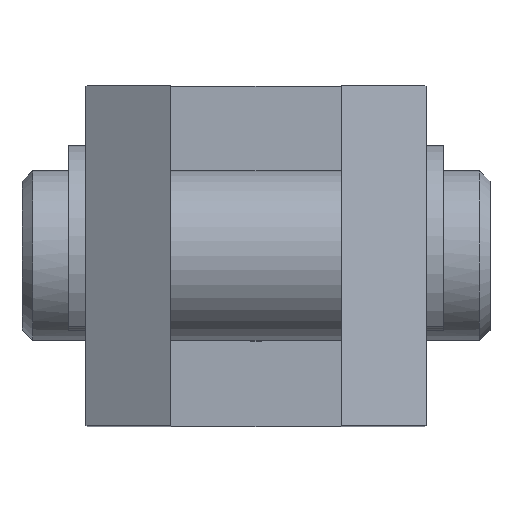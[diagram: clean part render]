
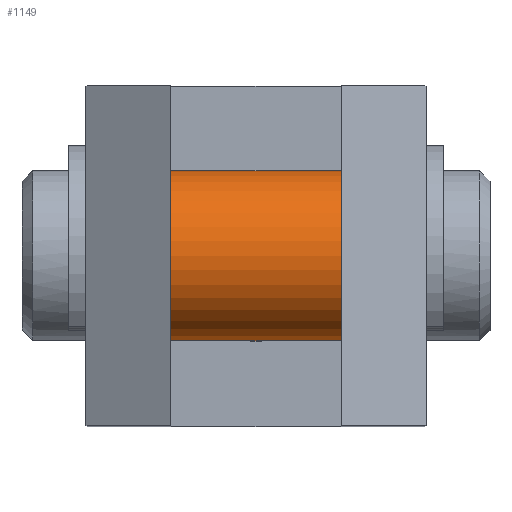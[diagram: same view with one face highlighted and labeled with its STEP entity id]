
A CAD part, top view. The second image highlights one B-rep face of the part: STEP entity #1149.
In plain terms, the highlighted cylindrical face has radius 6 mm (diameter 12 mm), a full revolution.
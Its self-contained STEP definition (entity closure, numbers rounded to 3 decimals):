
#43=CYLINDRICAL_SURFACE('',#1274,6.);
#387=ORIENTED_EDGE('',*,*,#648,.F.);
#388=ORIENTED_EDGE('',*,*,#652,.F.);
#648=EDGE_CURVE('',#794,#794,#866,.F.);
#652=EDGE_CURVE('',#795,#795,#868,.F.);
#794=VERTEX_POINT('',#1871);
#795=VERTEX_POINT('',#1878);
#866=CIRCLE('',#1254,6.);
#868=CIRCLE('',#1258,6.);
#934=EDGE_LOOP('',(#387));
#935=EDGE_LOOP('',(#388));
#1026=FACE_BOUND('',#934,.T.);
#1027=FACE_BOUND('',#935,.T.);
#1149=ADVANCED_FACE('',(#1026,#1027),#43,.T.);
#1254=AXIS2_PLACEMENT_3D('',#1870,#1461,#1462);
#1258=AXIS2_PLACEMENT_3D('',#1877,#1471,#1472);
#1274=AXIS2_PLACEMENT_3D('',#1899,#1503,#1504);
#1461=DIRECTION('',(-1.,0.,0.));
#1462=DIRECTION('',(0.,0.,1.));
#1471=DIRECTION('',(1.,0.,0.));
#1472=DIRECTION('',(0.,0.,-1.));
#1503=DIRECTION('',(1.,0.,0.));
#1504=DIRECTION('',(0.,0.,-1.));
#1870=CARTESIAN_POINT('',(6.,0.,48.));
#1871=CARTESIAN_POINT('',(6.,0.,54.));
#1877=CARTESIAN_POINT('',(-6.,0.,48.));
#1878=CARTESIAN_POINT('',(-6.,0.,42.));
#1899=CARTESIAN_POINT('',(16.5,0.,48.));
